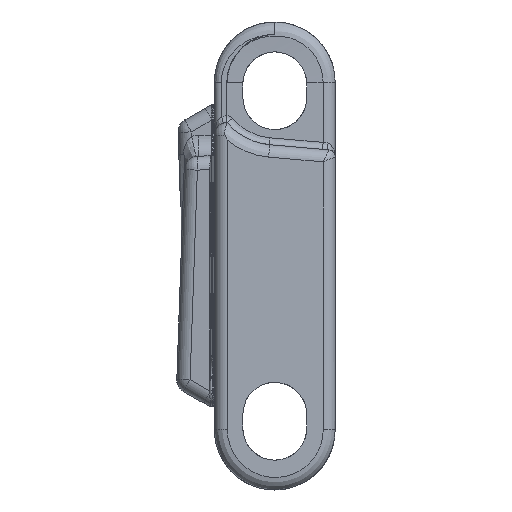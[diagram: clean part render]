
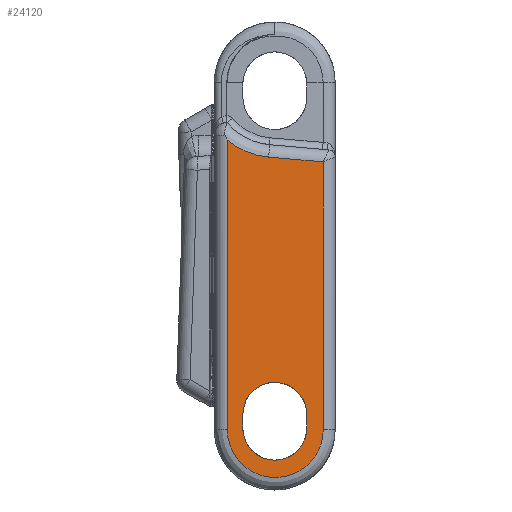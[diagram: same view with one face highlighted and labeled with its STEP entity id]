
A CAD part, left-side view. The second image highlights one B-rep face of the part: STEP entity #24120.
In plain terms, the highlighted face is planar.
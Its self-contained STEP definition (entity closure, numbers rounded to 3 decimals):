
#159 = EDGE_CURVE ( 'NONE', #18290, #25685, #15882, .T. ) ;
#580 = CARTESIAN_POINT ( 'NONE',  ( -42.336, -6.65, 10.053 ) ) ;
#836 = CARTESIAN_POINT ( 'NONE',  ( -42.176, -2.05, 17. ) ) ;
#1087 =( BOUNDED_CURVE ( )  B_SPLINE_CURVE ( 3, ( #24608, #580, #23931, #7607 ),
 .UNSPECIFIED., .F., .F. ) 
 B_SPLINE_CURVE_WITH_KNOTS ( ( 4, 4 ),
 ( 3.142, 4.712 ),
 .UNSPECIFIED. ) 
 CURVE ( )  GEOMETRIC_REPRESENTATION_ITEM ( )  RATIONAL_B_SPLINE_CURVE ( ( 1., 0.805, 0.805, 1. ) ) 
 REPRESENTATION_ITEM ( '' )  );
#1826 = VERTEX_POINT ( 'NONE', #22817 ) ;
#2755 = DIRECTION ( 'NONE',  ( 0., 0., 1. ) ) ;
#2856 = ORIENTED_EDGE ( 'NONE', *, *, #18444, .T. ) ;
#4397 = CARTESIAN_POINT ( 'NONE',  ( -42.31, -5.892, -7.217 ) ) ;
#5055 = EDGE_CURVE ( 'NONE', #32202, #20182, #28254, .T. ) ;
#5164 = EDGE_CURVE ( 'NONE', #16565, #32202, #17212, .T. ) ;
#6909 = CARTESIAN_POINT ( 'NONE',  ( -42.336, -6.65, 12.4 ) ) ;
#7438 = VECTOR ( 'NONE', #42846, 1000. ) ;
#7528 = CARTESIAN_POINT ( 'NONE',  ( -42.176, -2.05, 11.4 ) ) ;
#7607 = CARTESIAN_POINT ( 'NONE',  ( -42.256, -4.35, 9.1 ) ) ;
#7910 =( BOUNDED_CURVE ( )  B_SPLINE_CURVE ( 3, ( #13047, #41168, #23498, #13930 ),
 .UNSPECIFIED., .F., .F. ) 
 B_SPLINE_CURVE_WITH_KNOTS ( ( 4, 4 ),
 ( 4.712, 6.283 ),
 .UNSPECIFIED. ) 
 CURVE ( )  GEOMETRIC_REPRESENTATION_ITEM ( )  RATIONAL_B_SPLINE_CURVE ( ( 1., 0.805, 0.805, 1. ) ) 
 REPRESENTATION_ITEM ( '' )  );
#8895 = LINE ( 'NONE', #39510, #23152 ) ;
#10232 = ORIENTED_EDGE ( 'NONE', *, *, #26755, .T. ) ;
#10240 =( BOUNDED_CURVE ( )  B_SPLINE_CURVE ( 3, ( #33847, #20424, #13395, #40857 ),
 .UNSPECIFIED., .F., .F. ) 
 B_SPLINE_CURVE_WITH_KNOTS ( ( 4, 4 ),
 ( 3.142, 6.283 ),
 .UNSPECIFIED. ) 
 CURVE ( )  GEOMETRIC_REPRESENTATION_ITEM ( )  RATIONAL_B_SPLINE_CURVE ( ( 1., 0.333, 0.333, 1. ) ) 
 REPRESENTATION_ITEM ( '' )  );
#10558 = CARTESIAN_POINT ( 'NONE',  ( -42.134, -0.869, 12.5 ) ) ;
#11357 = VECTOR ( 'NONE', #20697, 1000. ) ;
#11752 = DIRECTION ( 'NONE',  ( -0.035, -0.999, 0. ) ) ;
#12227 = CARTESIAN_POINT ( 'NONE',  ( -42.256, -4.35, 9.1 ) ) ;
#12669 = EDGE_CURVE ( 'NONE', #20182, #1826, #8895, .T. ) ;
#13047 = CARTESIAN_POINT ( 'NONE',  ( -42.256, -4.35, 9.1 ) ) ;
#13215 = LINE ( 'NONE', #6909, #11357 ) ;
#13395 = CARTESIAN_POINT ( 'NONE',  ( -42.134, -0.869, 19.4 ) ) ;
#13807 = CARTESIAN_POINT ( 'NONE',  ( -42.388, -8.14, -7.414 ) ) ;
#13930 = CARTESIAN_POINT ( 'NONE',  ( -42.176, -2.05, 11.4 ) ) ;
#14840 = CARTESIAN_POINT ( 'NONE',  ( -42.336, -6.65, 17. ) ) ;
#14939 = FACE_OUTER_BOUND ( 'NONE', #21107, .T. ) ;
#14944 = EDGE_CURVE ( 'NONE', #25685, #18856, #22043, .T. ) ;
#15075 = CARTESIAN_POINT ( 'NONE',  ( -42.336, -6.65, 11.4 ) ) ;
#15145 = CARTESIAN_POINT ( 'NONE',  ( -42.134, -0.869, -6.778 ) ) ;
#15812 = EDGE_LOOP ( 'NONE', ( #33999, #2856, #10232, #38084, #28740 ) ) ;
#15882 = LINE ( 'NONE', #30593, #30072 ) ;
#16565 = VERTEX_POINT ( 'NONE', #15145 ) ;
#16760 = DIRECTION ( 'NONE',  ( 0., 0., 1. ) ) ;
#17154 = ORIENTED_EDGE ( 'NONE', *, *, #26122, .T. ) ;
#17212 = LINE ( 'NONE', #13807, #7438 ) ;
#17550 = EDGE_CURVE ( 'NONE', #35521, #18290, #7910, .T. ) ;
#17692 = CARTESIAN_POINT ( 'NONE',  ( -42.375, -7.769, -8.346 ) ) ;
#18221 = ORIENTED_EDGE ( 'NONE', *, *, #12669, .T. ) ;
#18290 = VERTEX_POINT ( 'NONE', #7528 ) ;
#18315 = VECTOR ( 'NONE', #16760, 1000. ) ;
#18444 = EDGE_CURVE ( 'NONE', #18856, #41356, #13215, .T. ) ;
#18723 = AXIS2_PLACEMENT_3D ( 'NONE', #39886, #22198, #11752 ) ;
#18793 = PLANE ( 'NONE',  #18723 ) ;
#18851 = CARTESIAN_POINT ( 'NONE',  ( -42.346, -6.917, -7.638 ) ) ;
#18856 = VERTEX_POINT ( 'NONE', #36519 ) ;
#20182 = VERTEX_POINT ( 'NONE', #17692 ) ;
#20424 = CARTESIAN_POINT ( 'NONE',  ( -42.375, -7.769, 19.4 ) ) ;
#20697 = DIRECTION ( 'NONE',  ( 0., 0., -1. ) ) ;
#21107 = EDGE_LOOP ( 'NONE', ( #18221, #17154, #22176, #40674, #21288 ) ) ;
#21288 = ORIENTED_EDGE ( 'NONE', *, *, #5055, .T. ) ;
#22043 =( BOUNDED_CURVE ( )  B_SPLINE_CURVE ( 3, ( #31861, #836, #14840, #42527 ),
 .UNSPECIFIED., .F., .F. ) 
 B_SPLINE_CURVE_WITH_KNOTS ( ( 4, 4 ),
 ( 0., 3.142 ),
 .UNSPECIFIED. ) 
 CURVE ( )  GEOMETRIC_REPRESENTATION_ITEM ( )  RATIONAL_B_SPLINE_CURVE ( ( 1., 0.333, 0.333, 1. ) ) 
 REPRESENTATION_ITEM ( '' )  );
#22176 = ORIENTED_EDGE ( 'NONE', *, *, #42832, .F. ) ;
#22198 = DIRECTION ( 'NONE',  ( -0.999, 0.035, 0. ) ) ;
#22817 = CARTESIAN_POINT ( 'NONE',  ( -42.375, -7.769, 12.5 ) ) ;
#23152 = VECTOR ( 'NONE', #29276, 1000. ) ;
#23158 = LINE ( 'NONE', #23363, #18315 ) ;
#23363 = CARTESIAN_POINT ( 'NONE',  ( -42.134, -0.869, -16.901 ) ) ;
#23498 = CARTESIAN_POINT ( 'NONE',  ( -42.176, -2.05, 10.053 ) ) ;
#23931 = CARTESIAN_POINT ( 'NONE',  ( -42.303, -5.697, 9.1 ) ) ;
#24120 = ADVANCED_FACE ( 'NONE', ( #32182, #14939 ), #18793, .T. ) ;
#24608 = CARTESIAN_POINT ( 'NONE',  ( -42.336, -6.65, 11.4 ) ) ;
#25685 = VERTEX_POINT ( 'NONE', #28470 ) ;
#26122 = EDGE_CURVE ( 'NONE', #1826, #28711, #10240, .T. ) ;
#26683 = CARTESIAN_POINT ( 'NONE',  ( -42.271, -4.789, -7.121 ) ) ;
#26755 = EDGE_CURVE ( 'NONE', #41356, #35521, #1087, .T. ) ;
#28154 = CARTESIAN_POINT ( 'NONE',  ( -42.375, -7.769, -8.346 ) ) ;
#28254 =( BOUNDED_CURVE ( )  B_SPLINE_CURVE ( 3, ( #28835, #4397, #18851, #28154 ),
 .UNSPECIFIED., .F., .F. ) 
 B_SPLINE_CURVE_WITH_KNOTS ( ( 4, 4 ),
 ( 1.658, 2.264 ),
 .UNSPECIFIED. ) 
 CURVE ( )  GEOMETRIC_REPRESENTATION_ITEM ( )  RATIONAL_B_SPLINE_CURVE ( ( 1., 0.97, 0.97, 1. ) ) 
 REPRESENTATION_ITEM ( '' )  );
#28470 = CARTESIAN_POINT ( 'NONE',  ( -42.176, -2.05, 12.4 ) ) ;
#28711 = VERTEX_POINT ( 'NONE', #10558 ) ;
#28740 = ORIENTED_EDGE ( 'NONE', *, *, #159, .T. ) ;
#28835 = CARTESIAN_POINT ( 'NONE',  ( -42.271, -4.789, -7.121 ) ) ;
#29276 = DIRECTION ( 'NONE',  ( 0., 0., 1. ) ) ;
#30072 = VECTOR ( 'NONE', #2755, 1000. ) ;
#30593 = CARTESIAN_POINT ( 'NONE',  ( -42.176, -2.05, 12.4 ) ) ;
#31861 = CARTESIAN_POINT ( 'NONE',  ( -42.176, -2.05, 12.4 ) ) ;
#32182 = FACE_BOUND ( 'NONE', #15812, .T. ) ;
#32202 = VERTEX_POINT ( 'NONE', #26683 ) ;
#33847 = CARTESIAN_POINT ( 'NONE',  ( -42.375, -7.769, 12.5 ) ) ;
#33999 = ORIENTED_EDGE ( 'NONE', *, *, #14944, .T. ) ;
#35521 = VERTEX_POINT ( 'NONE', #12227 ) ;
#36519 = CARTESIAN_POINT ( 'NONE',  ( -42.336, -6.65, 12.4 ) ) ;
#38084 = ORIENTED_EDGE ( 'NONE', *, *, #17550, .T. ) ;
#39510 = CARTESIAN_POINT ( 'NONE',  ( -42.375, -7.769, -16.901 ) ) ;
#39886 = CARTESIAN_POINT ( 'NONE',  ( -42.408, -8.7, -1. ) ) ;
#40674 = ORIENTED_EDGE ( 'NONE', *, *, #5164, .T. ) ;
#40857 = CARTESIAN_POINT ( 'NONE',  ( -42.134, -0.869, 12.5 ) ) ;
#41168 = CARTESIAN_POINT ( 'NONE',  ( -42.209, -3.003, 9.1 ) ) ;
#41356 = VERTEX_POINT ( 'NONE', #15075 ) ;
#42527 = CARTESIAN_POINT ( 'NONE',  ( -42.336, -6.65, 12.4 ) ) ;
#42832 = EDGE_CURVE ( 'NONE', #16565, #28711, #23158, .T. ) ;
#42846 = DIRECTION ( 'NONE',  ( -0.035, -0.996, -0.087 ) ) ;
